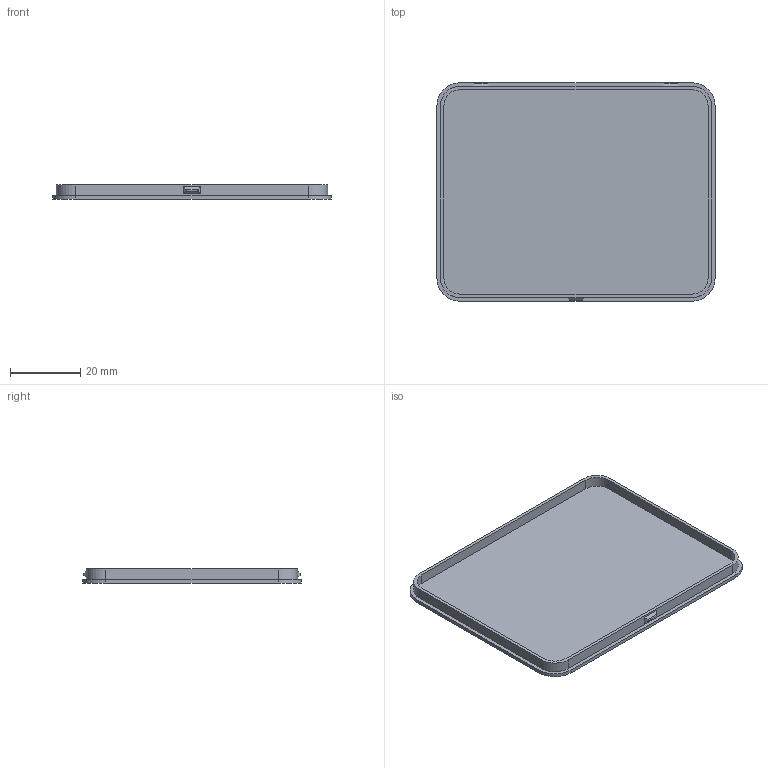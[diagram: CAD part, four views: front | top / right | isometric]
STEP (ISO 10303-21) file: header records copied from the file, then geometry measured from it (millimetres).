
FILE_DESCRIPTION(/* description */ (''),/* implementation_level */ '2;1');
FILE_NAME(/* name */ '',/* time_stamp */ '2025-05-28T10:51:24+08:00',/* author */ (''),/* organization */ (''),/* preprocessor_version */ 'ST-DEVELOPER v20.1',/* originating_system */ 'Autodesk Translation Framework v14.10.0.0',/* authorisation */ '');
FILE_SCHEMA (('AUTOMOTIVE_DESIGN { 1 0 10303 214 3 1 1 }'));
Length unit declared in the file: millimetre
Products named in the file (1): ap3000M盒子V2
Bounding box: 79 x 62 x 4 mm (x, y, z)
Volume: 5658.6 mm3; surface area: 11573.5 mm2
Topology: 1 solids, 1 shells, 43 faces, 108 edges, 72 vertices
Faces by surface type: plane 28, cylinder 15
Entity records: 1325 total; most frequent: DIRECTION 226, CARTESIAN_POINT 224, ORIENTED_EDGE 216, EDGE_CURVE 108, LINE 78, VECTOR 78, AXIS2_PLACEMENT_3D 74, VERTEX_POINT 72
